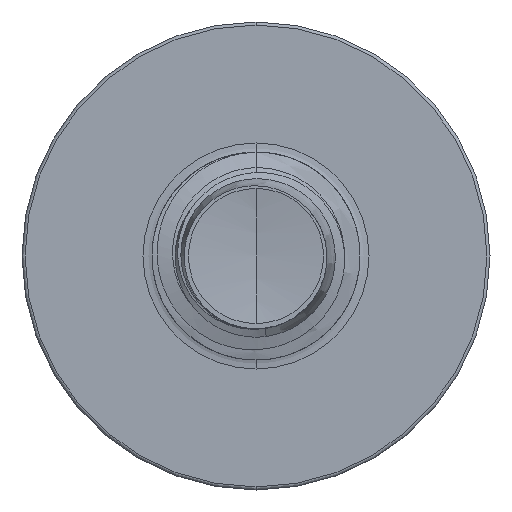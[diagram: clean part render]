
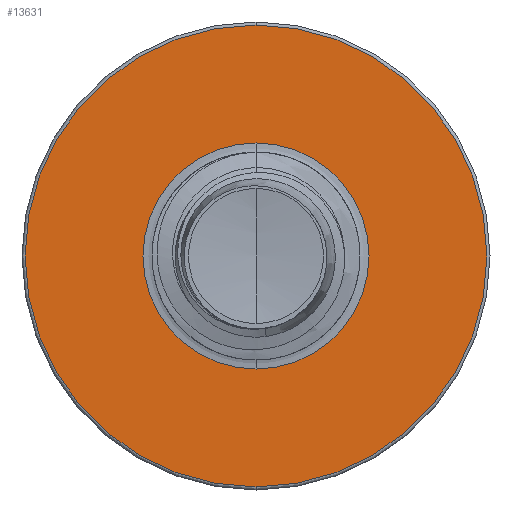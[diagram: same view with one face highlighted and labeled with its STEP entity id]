
A CAD part, front view. The second image highlights one B-rep face of the part: STEP entity #13631.
In plain terms, the highlighted planar face has unit normal (0, -1, 0).
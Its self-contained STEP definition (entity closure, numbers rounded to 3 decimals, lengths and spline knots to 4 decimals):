
#3599 = EDGE_CURVE ( 'NONE', #38965, #28968, #23089, .T. ) ;
#4018 = DIRECTION ( 'NONE',  ( 0., 1., 0. ) ) ;
#4283 = CIRCLE ( 'NONE', #21193, 2.1736 ) ;
#5185 = CARTESIAN_POINT ( 'NONE',  ( 0., 22.5, 2.1736 ) ) ;
#8125 = ORIENTED_EDGE ( 'NONE', *, *, #38958, .F. ) ;
#8305 = CARTESIAN_POINT ( 'NONE',  ( 0., 22.5, -2.1736 ) ) ;
#10062 = AXIS2_PLACEMENT_3D ( 'NONE', #16182, #38150, #19332 ) ;
#10434 = DIRECTION ( 'NONE',  ( 0., 1., 0. ) ) ;
#12214 = VERTEX_POINT ( 'NONE', #5185 ) ;
#13631 = ADVANCED_FACE ( 'NONE', ( #18541, #34270 ), #23877, .F. ) ;
#14310 = DIRECTION ( 'NONE',  ( 0., 1., 0. ) ) ;
#14547 = AXIS2_PLACEMENT_3D ( 'NONE', #29183, #10434, #32359 ) ;
#16182 = CARTESIAN_POINT ( 'NONE',  ( 0., 22.5, 0. ) ) ;
#17308 = CARTESIAN_POINT ( 'NONE',  ( 0., 22.5, 4.44 ) ) ;
#17711 = DIRECTION ( 'NONE',  ( 0., 0., 1. ) ) ;
#18541 = FACE_OUTER_BOUND ( 'NONE', #27424, .T. ) ;
#19332 = DIRECTION ( 'NONE',  ( 0., 0., 1. ) ) ;
#19355 = CARTESIAN_POINT ( 'NONE',  ( 0., 22.5, -4.44 ) ) ;
#19663 = VERTEX_POINT ( 'NONE', #27489 ) ;
#21193 = AXIS2_PLACEMENT_3D ( 'NONE', #22756, #4018, #25887 ) ;
#22756 = CARTESIAN_POINT ( 'NONE',  ( 0., 22.5, 0. ) ) ;
#22859 = EDGE_CURVE ( 'NONE', #19663, #12214, #4283, .T. ) ;
#23089 = CIRCLE ( 'NONE', #14547, 4.44 ) ;
#23877 = PLANE ( 'NONE',  #26657 ) ;
#24537 = ORIENTED_EDGE ( 'NONE', *, *, #32866, .T. ) ;
#25887 = DIRECTION ( 'NONE',  ( 0., 0., 1. ) ) ;
#26657 = AXIS2_PLACEMENT_3D ( 'NONE', #8305, #36513, #17711 ) ;
#27424 = EDGE_LOOP ( 'NONE', ( #27984, #8125 ) ) ;
#27489 = CARTESIAN_POINT ( 'NONE',  ( 0., 22.5, -2.1736 ) ) ;
#27984 = ORIENTED_EDGE ( 'NONE', *, *, #3599, .F. ) ;
#28968 = VERTEX_POINT ( 'NONE', #19355 ) ;
#29183 = CARTESIAN_POINT ( 'NONE',  ( 0., 22.5, 0. ) ) ;
#32143 = AXIS2_PLACEMENT_3D ( 'NONE', #33097, #14310, #36240 ) ;
#32359 = DIRECTION ( 'NONE',  ( 0., 0., 1. ) ) ;
#32866 = EDGE_CURVE ( 'NONE', #12214, #19663, #35061, .T. ) ;
#33097 = CARTESIAN_POINT ( 'NONE',  ( 0., 22.5, 0. ) ) ;
#34270 = FACE_BOUND ( 'NONE', #35167, .T. ) ;
#35061 = CIRCLE ( 'NONE', #10062, 2.1736 ) ;
#35167 = EDGE_LOOP ( 'NONE', ( #24537, #36929 ) ) ;
#36240 = DIRECTION ( 'NONE',  ( 0., 0., 1. ) ) ;
#36513 = DIRECTION ( 'NONE',  ( 0., 1., 0. ) ) ;
#36929 = ORIENTED_EDGE ( 'NONE', *, *, #22859, .T. ) ;
#38150 = DIRECTION ( 'NONE',  ( 0., 1., 0. ) ) ;
#38958 = EDGE_CURVE ( 'NONE', #28968, #38965, #39909, .T. ) ;
#38965 = VERTEX_POINT ( 'NONE', #17308 ) ;
#39909 = CIRCLE ( 'NONE', #32143, 4.44 ) ;
